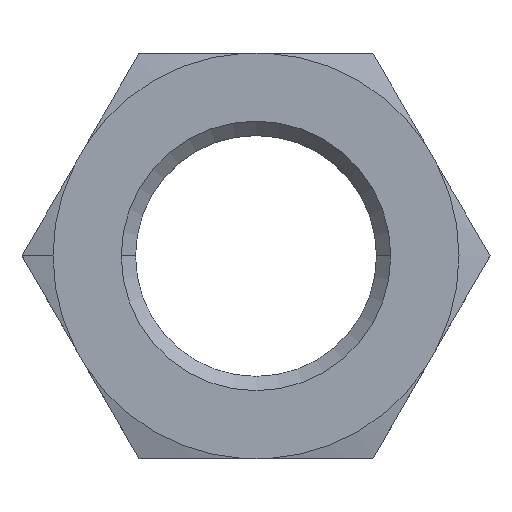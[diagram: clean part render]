
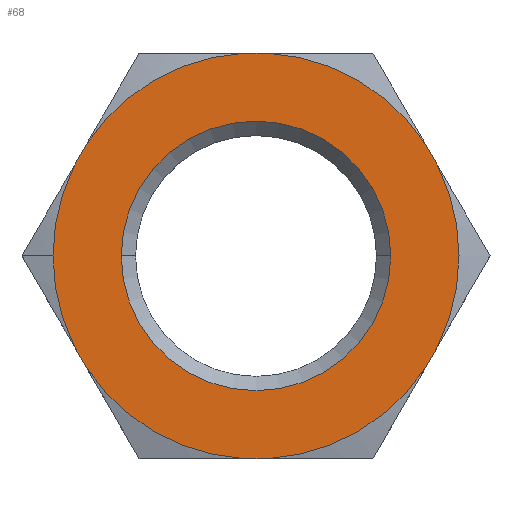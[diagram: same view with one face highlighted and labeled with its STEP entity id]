
A CAD part, top view. The second image highlights one B-rep face of the part: STEP entity #68.
In plain terms, the highlighted planar face has unit normal (0, 0, 1).
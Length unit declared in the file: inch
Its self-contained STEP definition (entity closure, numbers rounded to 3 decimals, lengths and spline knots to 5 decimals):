
#2 = EDGE_CURVE ( 'NONE', #204, #1110, #335, .T. ) ;
#7 = VERTEX_POINT ( 'NONE', #530 ) ;
#28 = EDGE_LOOP ( 'NONE', ( #175, #146 ) ) ;
#29 = CARTESIAN_POINT ( 'NONE',  ( 0.27988, -0.18452, 0.07874 ) ) ;
#37 = DIRECTION ( 'NONE',  ( -0.5, 0.866, 0. ) ) ;
#42 = DIRECTION ( 'NONE',  ( 0., 0., 1. ) ) ;
#47 = DIRECTION ( 'NONE',  ( 0., 1., 0. ) ) ;
#59 = VERTEX_POINT ( 'NONE', #384 ) ;
#62 = ORIENTED_EDGE ( 'NONE', *, *, #355, .T. ) ;
#68 = ADVANCED_FACE ( 'NONE', ( #668, #489 ), #723, .T. ) ;
#93 = ORIENTED_EDGE ( 'NONE', *, *, #932, .T. ) ;
#104 = DIRECTION ( 'NONE',  ( -1., 0., 0. ) ) ;
#114 = EDGE_CURVE ( 'NONE', #7, #59, #921, .T. ) ;
#138 = CARTESIAN_POINT ( 'NONE',  ( 0.01986, 0.33465, 0.07874 ) ) ;
#145 = VECTOR ( 'NONE', #1026, 39.37008 ) ;
#146 = ORIENTED_EDGE ( 'NONE', *, *, #2, .T. ) ;
#154 = ORIENTED_EDGE ( 'NONE', *, *, #114, .T. ) ;
#164 = DIRECTION ( 'NONE',  ( 0., 1., 0. ) ) ;
#166 = CARTESIAN_POINT ( 'NONE',  ( -0.22256, 0., 0.07874 ) ) ;
#175 = ORIENTED_EDGE ( 'NONE', *, *, #253, .T. ) ;
#189 = VECTOR ( 'NONE', #596, 39.37008 ) ;
#194 = DIRECTION ( 'NONE',  ( 0., 0., 1. ) ) ;
#199 = ORIENTED_EDGE ( 'NONE', *, *, #796, .T. ) ;
#204 = VERTEX_POINT ( 'NONE', #166 ) ;
#205 = EDGE_CURVE ( 'NONE', #858, #734, #1088, .T. ) ;
#208 = ORIENTED_EDGE ( 'NONE', *, *, #849, .T. ) ;
#211 = CARTESIAN_POINT ( 'NONE',  ( 0.19321, -0.33465, 0.07874 ) ) ;
#227 = LINE ( 'NONE', #866, #189 ) ;
#231 = CARTESIAN_POINT ( 'NONE',  ( -0.29974, -0.15012, 0.07874 ) ) ;
#236 = LINE ( 'NONE', #297, #516 ) ;
#245 = VERTEX_POINT ( 'NONE', #29 ) ;
#248 = AXIS2_PLACEMENT_3D ( 'NONE', #1054, #454, #289 ) ;
#253 = EDGE_CURVE ( 'NONE', #1110, #204, #709, .T. ) ;
#266 = CARTESIAN_POINT ( 'NONE',  ( 0., 0., 0.07874 ) ) ;
#267 = DIRECTION ( 'NONE',  ( 0., 0., -1. ) ) ;
#289 = DIRECTION ( 'NONE',  ( -1., 0., 0. ) ) ;
#291 = EDGE_CURVE ( 'NONE', #59, #503, #370, .T. ) ;
#293 = CIRCLE ( 'NONE', #248, 0.33523 ) ;
#297 = CARTESIAN_POINT ( 'NONE',  ( 0.19321, 0.33465, 0.07874 ) ) ;
#300 = VERTEX_POINT ( 'NONE', #517 ) ;
#312 = CIRCLE ( 'NONE', #586, 0.33523 ) ;
#317 = LINE ( 'NONE', #963, #823 ) ;
#319 = CARTESIAN_POINT ( 'NONE',  ( 0.27988, 0.18452, 0.07874 ) ) ;
#335 = CIRCLE ( 'NONE', #905, 0.22256 ) ;
#338 = DIRECTION ( 'NONE',  ( -1., 0., 0. ) ) ;
#355 = EDGE_CURVE ( 'NONE', #1098, #589, #911, .T. ) ;
#359 = CIRCLE ( 'NONE', #867, 0.33523 ) ;
#365 = AXIS2_PLACEMENT_3D ( 'NONE', #936, #865, #338 ) ;
#370 = LINE ( 'NONE', #430, #145 ) ;
#374 = EDGE_CURVE ( 'NONE', #727, #1087, #227, .T. ) ;
#377 = CARTESIAN_POINT ( 'NONE',  ( -0.19321, 0.33465, 0.07874 ) ) ;
#384 = CARTESIAN_POINT ( 'NONE',  ( -0.27988, 0.18452, 0.07874 ) ) ;
#388 = EDGE_LOOP ( 'NONE', ( #942, #62, #980, #1059, #610, #154, #480, #93, #450, #1115, #199, #208, #1083 ) ) ;
#390 = EDGE_CURVE ( 'NONE', #664, #245, #312, .T. ) ;
#424 = CARTESIAN_POINT ( 'NONE',  ( 0., 0., 0.07874 ) ) ;
#425 = CARTESIAN_POINT ( 'NONE',  ( 0., 0., 0.07874 ) ) ;
#430 = CARTESIAN_POINT ( 'NONE',  ( -0.19321, 0.33465, 0.07874 ) ) ;
#432 = DIRECTION ( 'NONE',  ( 0., 0., 1. ) ) ;
#443 = AXIS2_PLACEMENT_3D ( 'NONE', #946, #432, #609 ) ;
#446 = CARTESIAN_POINT ( 'NONE',  ( -0.27988, -0.18452, 0.07874 ) ) ;
#450 = ORIENTED_EDGE ( 'NONE', *, *, #1104, .T. ) ;
#451 = CARTESIAN_POINT ( 'NONE',  ( 0.22256, 0., 0.07874 ) ) ;
#454 = DIRECTION ( 'NONE',  ( 0., 0., 1. ) ) ;
#461 = DIRECTION ( 'NONE',  ( 1., 0., 0. ) ) ;
#462 = LINE ( 'NONE', #211, #601 ) ;
#464 = CARTESIAN_POINT ( 'NONE',  ( 0.29974, 0.15012, 0.07874 ) ) ;
#480 = ORIENTED_EDGE ( 'NONE', *, *, #291, .T. ) ;
#489 = FACE_BOUND ( 'NONE', #28, .T. ) ;
#496 = CARTESIAN_POINT ( 'NONE',  ( 0., 0., 0.07874 ) ) ;
#497 = AXIS2_PLACEMENT_3D ( 'NONE', #496, #585, #164 ) ;
#503 = VERTEX_POINT ( 'NONE', #822 ) ;
#514 = AXIS2_PLACEMENT_3D ( 'NONE', #377, #42, #985 ) ;
#516 = VECTOR ( 'NONE', #904, 39.37008 ) ;
#517 = CARTESIAN_POINT ( 'NONE',  ( -0.33523, 0., 0.07874 ) ) ;
#523 = EDGE_CURVE ( 'NONE', #245, #1098, #462, .T. ) ;
#530 = CARTESIAN_POINT ( 'NONE',  ( -0.01986, 0.33465, 0.07874 ) ) ;
#558 = CARTESIAN_POINT ( 'NONE',  ( 0., 0., 0.07874 ) ) ;
#560 = DIRECTION ( 'NONE',  ( 0., 0., 1. ) ) ;
#585 = DIRECTION ( 'NONE',  ( 0., 0., 1. ) ) ;
#586 = AXIS2_PLACEMENT_3D ( 'NONE', #1035, #194, #704 ) ;
#589 = VERTEX_POINT ( 'NONE', #464 ) ;
#596 = DIRECTION ( 'NONE',  ( 0.5, -0.866, 0. ) ) ;
#601 = VECTOR ( 'NONE', #982, 39.37008 ) ;
#609 = DIRECTION ( 'NONE',  ( -1., 0., 0. ) ) ;
#610 = ORIENTED_EDGE ( 'NONE', *, *, #656, .T. ) ;
#656 = EDGE_CURVE ( 'NONE', #734, #7, #236, .T. ) ;
#664 = VERTEX_POINT ( 'NONE', #995 ) ;
#668 = FACE_OUTER_BOUND ( 'NONE', #388, .T. ) ;
#675 = AXIS2_PLACEMENT_3D ( 'NONE', #558, #560, #47 ) ;
#687 = LINE ( 'NONE', #847, #833 ) ;
#704 = DIRECTION ( 'NONE',  ( 0., 1., 0. ) ) ;
#709 = CIRCLE ( 'NONE', #941, 0.22256 ) ;
#723 = PLANE ( 'NONE',  #514 ) ;
#727 = VERTEX_POINT ( 'NONE', #231 ) ;
#734 = VERTEX_POINT ( 'NONE', #138 ) ;
#794 = CARTESIAN_POINT ( 'NONE',  ( -0.01986, -0.33465, 0.07874 ) ) ;
#796 = EDGE_CURVE ( 'NONE', #1087, #1095, #1074, .T. ) ;
#822 = CARTESIAN_POINT ( 'NONE',  ( -0.29974, 0.15012, 0.07874 ) ) ;
#823 = VECTOR ( 'NONE', #37, 39.37008 ) ;
#833 = VECTOR ( 'NONE', #1008, 39.37008 ) ;
#847 = CARTESIAN_POINT ( 'NONE',  ( -0.19321, -0.33465, 0.07874 ) ) ;
#849 = EDGE_CURVE ( 'NONE', #1095, #664, #687, .T. ) ;
#858 = VERTEX_POINT ( 'NONE', #319 ) ;
#865 = DIRECTION ( 'NONE',  ( 0., 0., 1. ) ) ;
#866 = CARTESIAN_POINT ( 'NONE',  ( -0.38642, 0., 0.07874 ) ) ;
#867 = AXIS2_PLACEMENT_3D ( 'NONE', #424, #879, #104 ) ;
#879 = DIRECTION ( 'NONE',  ( 0., 0., 1. ) ) ;
#893 = DIRECTION ( 'NONE',  ( 1., 0., 0. ) ) ;
#904 = DIRECTION ( 'NONE',  ( -1., 0., 0. ) ) ;
#905 = AXIS2_PLACEMENT_3D ( 'NONE', #266, #1043, #893 ) ;
#911 = CIRCLE ( 'NONE', #443, 0.33523 ) ;
#921 = CIRCLE ( 'NONE', #675, 0.33523 ) ;
#932 = EDGE_CURVE ( 'NONE', #503, #300, #359, .T. ) ;
#936 = CARTESIAN_POINT ( 'NONE',  ( 0., 0., 0.07874 ) ) ;
#941 = AXIS2_PLACEMENT_3D ( 'NONE', #425, #267, #461 ) ;
#942 = ORIENTED_EDGE ( 'NONE', *, *, #523, .T. ) ;
#946 = CARTESIAN_POINT ( 'NONE',  ( 0., 0., 0.07874 ) ) ;
#957 = CARTESIAN_POINT ( 'NONE',  ( 0.29974, -0.15012, 0.07874 ) ) ;
#963 = CARTESIAN_POINT ( 'NONE',  ( 0.38642, 0., 0.07874 ) ) ;
#980 = ORIENTED_EDGE ( 'NONE', *, *, #1071, .T. ) ;
#982 = DIRECTION ( 'NONE',  ( 0.5, 0.866, 0. ) ) ;
#985 = DIRECTION ( 'NONE',  ( 1., 0., 0. ) ) ;
#995 = CARTESIAN_POINT ( 'NONE',  ( 0.01986, -0.33465, 0.07874 ) ) ;
#1008 = DIRECTION ( 'NONE',  ( 1., 0., 0. ) ) ;
#1026 = DIRECTION ( 'NONE',  ( -0.5, -0.866, 0. ) ) ;
#1035 = CARTESIAN_POINT ( 'NONE',  ( 0., 0., 0.07874 ) ) ;
#1043 = DIRECTION ( 'NONE',  ( 0., 0., -1. ) ) ;
#1054 = CARTESIAN_POINT ( 'NONE',  ( 0., 0., 0.07874 ) ) ;
#1059 = ORIENTED_EDGE ( 'NONE', *, *, #205, .T. ) ;
#1071 = EDGE_CURVE ( 'NONE', #589, #858, #317, .T. ) ;
#1074 = CIRCLE ( 'NONE', #497, 0.33523 ) ;
#1083 = ORIENTED_EDGE ( 'NONE', *, *, #390, .T. ) ;
#1087 = VERTEX_POINT ( 'NONE', #446 ) ;
#1088 = CIRCLE ( 'NONE', #365, 0.33523 ) ;
#1095 = VERTEX_POINT ( 'NONE', #794 ) ;
#1098 = VERTEX_POINT ( 'NONE', #957 ) ;
#1104 = EDGE_CURVE ( 'NONE', #300, #727, #293, .T. ) ;
#1110 = VERTEX_POINT ( 'NONE', #451 ) ;
#1115 = ORIENTED_EDGE ( 'NONE', *, *, #374, .T. ) ;
